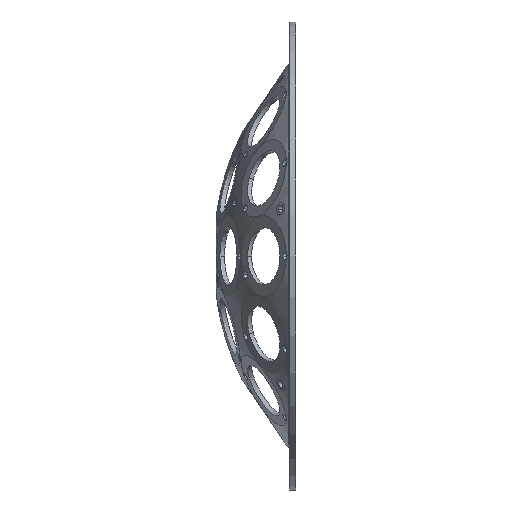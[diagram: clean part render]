
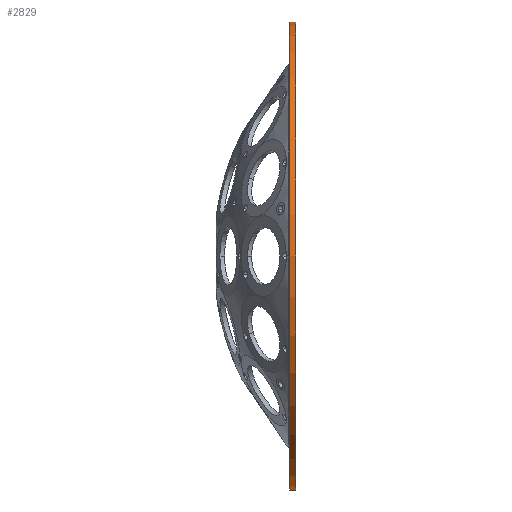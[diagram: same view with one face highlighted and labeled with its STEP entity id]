
A CAD part, left-side view. The second image highlights one B-rep face of the part: STEP entity #2829.
In plain terms, the highlighted cylindrical face has radius 223 mm (diameter 446 mm), a partial arc.
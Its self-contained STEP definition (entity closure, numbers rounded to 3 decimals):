
#64 = DIRECTION ( 'NONE',  ( 0., 1., 0. ) ) ;
#462 = DIRECTION ( 'NONE',  ( 0., 0., 1. ) ) ;
#1306 = AXIS2_PLACEMENT_3D ( 'NONE', #7177, #13411, #11877 ) ;
#1951 = ORIENTED_EDGE ( 'NONE', *, *, #3783, .F. ) ;
#2611 = CARTESIAN_POINT ( 'NONE',  ( 0., 189., -223. ) ) ;
#2781 = AXIS2_PLACEMENT_3D ( 'NONE', #12845, #64, #462 ) ;
#2829 = ADVANCED_FACE ( 'NONE', ( #10136 ), #8596, .T. ) ;
#3377 = VECTOR ( 'NONE', #4499, 1000. ) ;
#3783 = EDGE_CURVE ( 'NONE', #6068, #11456, #5713, .T. ) ;
#3804 = DIRECTION ( 'NONE',  ( 0., 1., 0. ) ) ;
#3833 = ORIENTED_EDGE ( 'NONE', *, *, #11758, .T. ) ;
#4499 = DIRECTION ( 'NONE',  ( 0., 1., 0. ) ) ;
#5346 = ORIENTED_EDGE ( 'NONE', *, *, #8311, .T. ) ;
#5433 = DIRECTION ( 'NONE',  ( 0., 0., 1. ) ) ;
#5713 = CIRCLE ( 'NONE', #2781, 223. ) ;
#5964 = CARTESIAN_POINT ( 'NONE',  ( 0., 284.983, -223. ) ) ;
#6068 = VERTEX_POINT ( 'NONE', #12480 ) ;
#6071 = VECTOR ( 'NONE', #11998, 1000. ) ;
#6764 = VERTEX_POINT ( 'NONE', #2611 ) ;
#7095 = VERTEX_POINT ( 'NONE', #15224 ) ;
#7177 = CARTESIAN_POINT ( 'NONE',  ( 0., 284.983, 0. ) ) ;
#7697 = CIRCLE ( 'NONE', #17492, 223. ) ;
#8311 = EDGE_CURVE ( 'NONE', #7095, #11456, #10627, .T. ) ;
#8596 = CYLINDRICAL_SURFACE ( 'NONE', #1306, 223. ) ;
#10127 = CARTESIAN_POINT ( 'NONE',  ( 0., 189., 0. ) ) ;
#10136 = FACE_OUTER_BOUND ( 'NONE', #20033, .T. ) ;
#10627 = LINE ( 'NONE', #19827, #3377 ) ;
#10763 = ORIENTED_EDGE ( 'NONE', *, *, #11562, .F. ) ;
#11456 = VERTEX_POINT ( 'NONE', #16493 ) ;
#11562 = EDGE_CURVE ( 'NONE', #6764, #6068, #19754, .T. ) ;
#11758 = EDGE_CURVE ( 'NONE', #6764, #7095, #7697, .T. ) ;
#11877 = DIRECTION ( 'NONE',  ( 0., 0., 1. ) ) ;
#11998 = DIRECTION ( 'NONE',  ( 0., 1., 0. ) ) ;
#12480 = CARTESIAN_POINT ( 'NONE',  ( 0., 195., -223. ) ) ;
#12845 = CARTESIAN_POINT ( 'NONE',  ( 0., 195., 0. ) ) ;
#13411 = DIRECTION ( 'NONE',  ( 0., 1., 0. ) ) ;
#15224 = CARTESIAN_POINT ( 'NONE',  ( 0., 189., 223. ) ) ;
#16493 = CARTESIAN_POINT ( 'NONE',  ( 0., 195., 223. ) ) ;
#17492 = AXIS2_PLACEMENT_3D ( 'NONE', #10127, #3804, #5433 ) ;
#19754 = LINE ( 'NONE', #5964, #6071 ) ;
#19827 = CARTESIAN_POINT ( 'NONE',  ( 0., 284.983, 223. ) ) ;
#20033 = EDGE_LOOP ( 'NONE', ( #10763, #3833, #5346, #1951 ) ) ;
